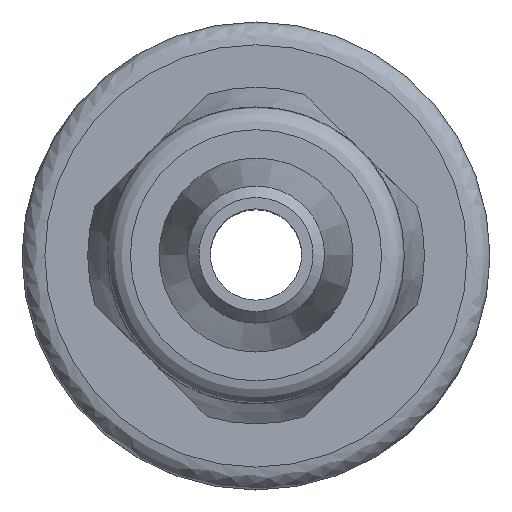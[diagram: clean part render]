
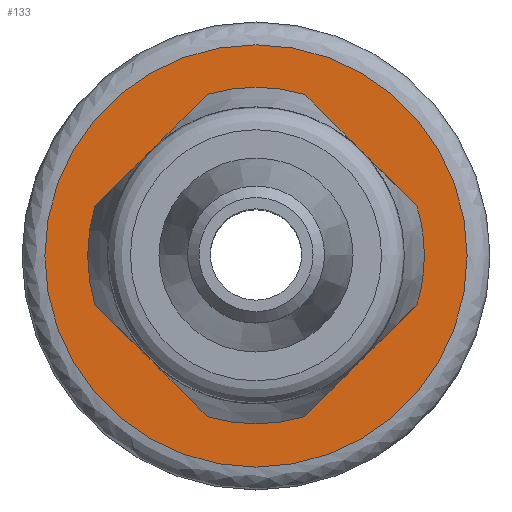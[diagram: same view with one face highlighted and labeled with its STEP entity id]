
A CAD part, top view. The second image highlights one B-rep face of the part: STEP entity #133.
In plain terms, the highlighted planar face has unit normal (0, 0, 1).
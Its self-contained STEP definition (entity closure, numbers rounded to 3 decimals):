
#92=PLANE('',#827);
#133=ADVANCED_FACE('',(#189,#190),#92,.T.);
#189=FACE_BOUND('',#266,.T.);
#190=FACE_BOUND('',#267,.T.);
#266=EDGE_LOOP('',(#393));
#267=EDGE_LOOP('',(#394));
#393=ORIENTED_EDGE('',*,*,#550,.T.);
#394=ORIENTED_EDGE('',*,*,#578,.T.);
#488=VERTEX_POINT('',#1137);
#509=VERTEX_POINT('',#1248);
#550=EDGE_CURVE('',#488,#488,#638,.T.);
#578=EDGE_CURVE('',#509,#509,#645,.T.);
#638=CIRCLE('',#807,2.6);
#645=CIRCLE('',#826,3.7);
#807=AXIS2_PLACEMENT_3D('',#1136,#918,#919);
#826=AXIS2_PLACEMENT_3D('',#1247,#964,#965);
#827=AXIS2_PLACEMENT_3D('',#1249,#966,#967);
#918=DIRECTION('',(0.,0.,-1.));
#919=DIRECTION('',(1.,0.,0.));
#964=DIRECTION('',(0.,0.,1.));
#965=DIRECTION('',(1.,0.,0.));
#966=DIRECTION('',(0.,0.,1.));
#967=DIRECTION('',(0.,-1.,0.));
#1136=CARTESIAN_POINT('',(0.,0.,6.2));
#1137=CARTESIAN_POINT('',(2.6,0.,6.2));
#1247=CARTESIAN_POINT('',(0.,0.,6.2));
#1248=CARTESIAN_POINT('',(3.7,0.,6.2));
#1249=CARTESIAN_POINT('',(-4.07,4.07,6.2));
